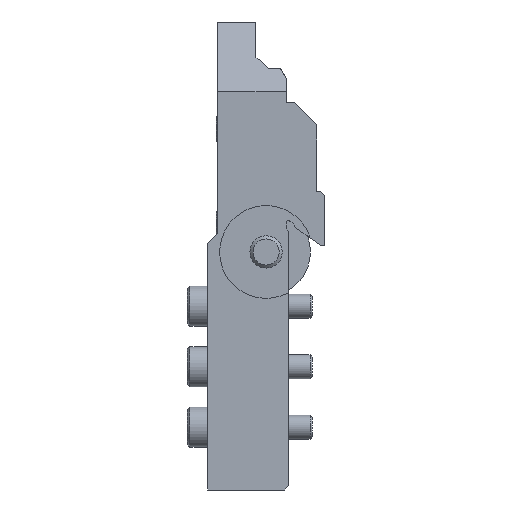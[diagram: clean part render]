
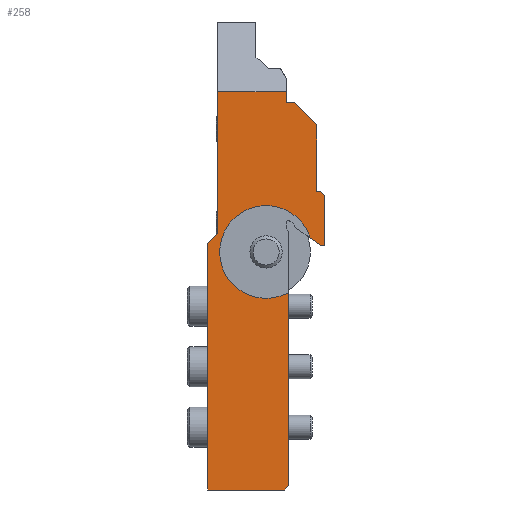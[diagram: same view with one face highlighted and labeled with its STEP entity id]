
A CAD part, front view. The second image highlights one B-rep face of the part: STEP entity #258.
In plain terms, the highlighted planar face has unit normal (0, -1, 0).
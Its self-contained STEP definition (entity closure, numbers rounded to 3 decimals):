
#171=CIRCLE('',#2088,11.5);
#258=ADVANCED_FACE('',(#459),#380,.T.);
#380=PLANE('',#2089);
#459=FACE_OUTER_BOUND('',#542,.T.);
#542=EDGE_LOOP('',(#745,#746,#747,#748,#749,#750,#751,#752,#753,#754,#755,
#756,#757,#758,#759,#760,#761));
#745=ORIENTED_EDGE('',*,*,#1460,.T.);
#746=ORIENTED_EDGE('',*,*,#1475,.T.);
#747=ORIENTED_EDGE('',*,*,#1476,.F.);
#748=ORIENTED_EDGE('',*,*,#1477,.F.);
#749=ORIENTED_EDGE('',*,*,#1454,.F.);
#750=ORIENTED_EDGE('',*,*,#1478,.F.);
#751=ORIENTED_EDGE('',*,*,#1479,.F.);
#752=ORIENTED_EDGE('',*,*,#1480,.T.);
#753=ORIENTED_EDGE('',*,*,#1481,.F.);
#754=ORIENTED_EDGE('',*,*,#1482,.F.);
#755=ORIENTED_EDGE('',*,*,#1483,.F.);
#756=ORIENTED_EDGE('',*,*,#1484,.T.);
#757=ORIENTED_EDGE('',*,*,#1485,.T.);
#758=ORIENTED_EDGE('',*,*,#1486,.T.);
#759=ORIENTED_EDGE('',*,*,#1487,.T.);
#760=ORIENTED_EDGE('',*,*,#1488,.T.);
#761=ORIENTED_EDGE('',*,*,#1489,.T.);
#1259=VERTEX_POINT('',#2906);
#1260=VERTEX_POINT('',#2908);
#1265=VERTEX_POINT('',#2919);
#1266=VERTEX_POINT('',#2921);
#1279=VERTEX_POINT('',#2951);
#1280=VERTEX_POINT('',#2953);
#1281=VERTEX_POINT('',#2956);
#1282=VERTEX_POINT('',#2958);
#1283=VERTEX_POINT('',#2960);
#1284=VERTEX_POINT('',#2962);
#1285=VERTEX_POINT('',#2964);
#1286=VERTEX_POINT('',#2966);
#1287=VERTEX_POINT('',#2968);
#1288=VERTEX_POINT('',#2970);
#1289=VERTEX_POINT('',#2972);
#1290=VERTEX_POINT('',#2974);
#1291=VERTEX_POINT('',#2976);
#1454=EDGE_CURVE('',#1259,#1260,#1722,.T.);
#1460=EDGE_CURVE('',#1266,#1265,#1727,.T.);
#1475=EDGE_CURVE('',#1265,#1279,#1741,.T.);
#1476=EDGE_CURVE('',#1280,#1279,#1742,.T.);
#1477=EDGE_CURVE('',#1260,#1280,#1743,.T.);
#1478=EDGE_CURVE('',#1281,#1259,#1744,.T.);
#1479=EDGE_CURVE('',#1282,#1281,#1745,.T.);
#1480=EDGE_CURVE('',#1282,#1283,#1746,.T.);
#1481=EDGE_CURVE('',#1284,#1283,#1747,.T.);
#1482=EDGE_CURVE('',#1285,#1284,#1748,.T.);
#1483=EDGE_CURVE('',#1286,#1285,#1749,.T.);
#1484=EDGE_CURVE('',#1286,#1287,#1750,.T.);
#1485=EDGE_CURVE('',#1287,#1288,#1751,.T.);
#1486=EDGE_CURVE('',#1288,#1289,#1752,.T.);
#1487=EDGE_CURVE('',#1289,#1290,#171,.T.);
#1488=EDGE_CURVE('',#1290,#1291,#1753,.T.);
#1489=EDGE_CURVE('',#1291,#1266,#1754,.T.);
#1722=LINE('',#2907,#1906);
#1727=LINE('',#2920,#1911);
#1741=LINE('',#2950,#1925);
#1742=LINE('',#2952,#1926);
#1743=LINE('',#2954,#1927);
#1744=LINE('',#2955,#1928);
#1745=LINE('',#2957,#1929);
#1746=LINE('',#2959,#1930);
#1747=LINE('',#2961,#1931);
#1748=LINE('',#2963,#1932);
#1749=LINE('',#2965,#1933);
#1750=LINE('',#2967,#1934);
#1751=LINE('',#2969,#1935);
#1752=LINE('',#2971,#1936);
#1753=LINE('',#2975,#1937);
#1754=LINE('',#2977,#1938);
#1906=VECTOR('',#2305,1.);
#1911=VECTOR('',#2314,1.);
#1925=VECTOR('',#2334,1.);
#1926=VECTOR('',#2335,1.);
#1927=VECTOR('',#2336,1.);
#1928=VECTOR('',#2337,1.);
#1929=VECTOR('',#2338,1.);
#1930=VECTOR('',#2339,1.);
#1931=VECTOR('',#2340,1.);
#1932=VECTOR('',#2341,1.);
#1933=VECTOR('',#2342,1.);
#1934=VECTOR('',#2343,1.);
#1935=VECTOR('',#2344,1.);
#1936=VECTOR('',#2345,1.);
#1937=VECTOR('',#2348,1.);
#1938=VECTOR('',#2349,1.);
#2088=AXIS2_PLACEMENT_3D('',#2973,#2346,#2347);
#2089=AXIS2_PLACEMENT_3D('',#2978,#2350,#2351);
#2305=DIRECTION('',(0.707,0.,-0.707));
#2314=DIRECTION('',(0.,0.,1.));
#2334=DIRECTION('',(-0.707,0.,0.707));
#2335=DIRECTION('',(1.,0.,0.));
#2336=DIRECTION('',(0.,0.,-1.));
#2337=DIRECTION('',(1.,0.,0.));
#2338=DIRECTION('',(0.,0.,-1.));
#2339=DIRECTION('',(-1.,0.,0.));
#2340=DIRECTION('',(0.,0.,1.));
#2341=DIRECTION('',(0.707,0.,0.707));
#2342=DIRECTION('',(0.,0.,1.));
#2343=DIRECTION('',(1.,0.,0.));
#2344=DIRECTION('',(0.707,0.,0.707));
#2345=DIRECTION('',(0.,0.,1.));
#2346=DIRECTION('',(0.,1.,0.));
#2347=DIRECTION('',(0.,0.,-1.));
#2348=DIRECTION('',(0.819,0.,-0.574));
#2349=DIRECTION('',(1.,0.,0.));
#2350=DIRECTION('',(0.,-1.,0.));
#2351=DIRECTION('',(0.,0.,1.));
#2906=CARTESIAN_POINT('',(1.5,-34.085,29.737));
#2907=CARTESIAN_POINT('',(7.,-34.085,24.237));
#2908=CARTESIAN_POINT('',(7.,-34.085,24.237));
#2919=CARTESIAN_POINT('',(9.,-34.085,6.737));
#2920=CARTESIAN_POINT('',(9.,-34.085,22.237));
#2921=CARTESIAN_POINT('',(9.,-34.085,-5.763));
#2950=CARTESIAN_POINT('',(0.5,-34.085,15.237));
#2951=CARTESIAN_POINT('',(8.,-34.085,7.737));
#2952=CARTESIAN_POINT('',(7.,-34.085,7.737));
#2953=CARTESIAN_POINT('',(7.,-34.085,7.737));
#2954=CARTESIAN_POINT('',(7.,-34.085,24.237));
#2955=CARTESIAN_POINT('',(-0.5,-34.085,29.737));
#2956=CARTESIAN_POINT('',(-0.5,-34.085,29.737));
#2957=CARTESIAN_POINT('',(-0.5,-34.085,35.737));
#2958=CARTESIAN_POINT('',(-0.5,-34.085,32.417));
#2959=CARTESIAN_POINT('',(-17.5,-34.085,32.417));
#2960=CARTESIAN_POINT('',(-17.5,-34.085,32.417));
#2961=CARTESIAN_POINT('',(-17.5,-34.085,-2.763));
#2962=CARTESIAN_POINT('',(-17.5,-34.085,-2.763));
#2963=CARTESIAN_POINT('',(-20.,-34.085,-5.263));
#2964=CARTESIAN_POINT('',(-20.,-34.085,-5.263));
#2965=CARTESIAN_POINT('',(-20.,-34.085,-66.263));
#2966=CARTESIAN_POINT('',(-20.,-34.085,-66.263));
#2967=CARTESIAN_POINT('',(-20.,-34.085,-66.263));
#2968=CARTESIAN_POINT('',(-1.,-34.085,-66.263));
#2969=CARTESIAN_POINT('',(22.5,-34.085,-42.763));
#2970=CARTESIAN_POINT('',(0.,-34.085,-65.263));
#2971=CARTESIAN_POINT('',(0.,-34.085,-66.263));
#2972=CARTESIAN_POINT('',(0.,-34.085,-17.362));
#2973=CARTESIAN_POINT('',(-5.5,-34.085,-7.263));
#2974=CARTESIAN_POINT('',(5.477,-34.085,-3.835));
#2975=CARTESIAN_POINT('',(1.774,-34.085,-1.242));
#2976=CARTESIAN_POINT('',(8.23,-34.085,-5.763));
#2977=CARTESIAN_POINT('',(8.23,-34.085,-5.763));
#2978=CARTESIAN_POINT('',(-17.5,-34.085,-2.763));
